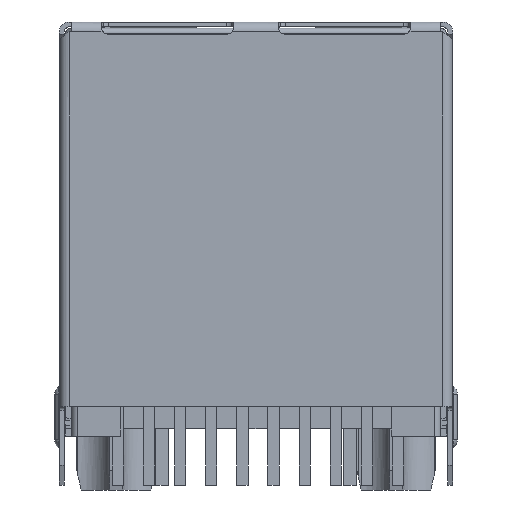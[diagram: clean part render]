
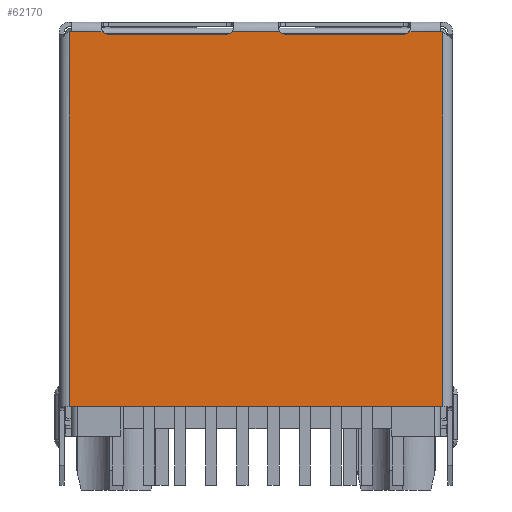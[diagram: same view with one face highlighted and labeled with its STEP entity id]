
A CAD part, front view. The second image highlights one B-rep face of the part: STEP entity #62170.
In plain terms, the highlighted planar face has unit normal (0, -1, 0).
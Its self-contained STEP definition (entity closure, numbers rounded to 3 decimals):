
#56877 = VERTEX_POINT('',#56878);
#56878 = CARTESIAN_POINT('',(7.626,-10.84,16.49));
#56885 = EDGE_CURVE('',#56886,#56877,#56888,.T.);
#56886 = VERTEX_POINT('',#56887);
#56887 = CARTESIAN_POINT('',(7.626,-10.84,1.19));
#56888 = LINE('',#56889,#56890);
#56889 = CARTESIAN_POINT('',(7.626,-10.84,1.19));
#56890 = VECTOR('',#56891,1.);
#56891 = DIRECTION('',(0.,0.,1.));
#56949 = VERTEX_POINT('',#56950);
#56950 = CARTESIAN_POINT('',(7.526,-10.84,16.49));
#56956 = EDGE_CURVE('',#56949,#56877,#56957,.T.);
#56957 = LINE('',#56958,#56959);
#56958 = CARTESIAN_POINT('',(7.526,-10.84,16.49));
#56959 = VECTOR('',#56960,1.);
#56960 = DIRECTION('',(1.,0.,0.));
#57165 = VERTEX_POINT('',#57166);
#57166 = CARTESIAN_POINT('',(0.977,-10.84,16.49));
#57214 = EDGE_CURVE('',#57215,#57165,#57217,.T.);
#57215 = VERTEX_POINT('',#57216);
#57216 = CARTESIAN_POINT('',(1.201,-10.84,16.39));
#57217 = CIRCLE('',#57218,0.3);
#57218 = AXIS2_PLACEMENT_3D('',#57219,#57220,#57221);
#57219 = CARTESIAN_POINT('',(1.201,-10.84,16.69));
#57220 = DIRECTION('',(0.,1.,0.));
#57221 = DIRECTION('',(0.,0.,-1.));
#57250 = VERTEX_POINT('',#57251);
#57251 = CARTESIAN_POINT('',(6.021,-10.84,16.39));
#57264 = EDGE_CURVE('',#57215,#57250,#57265,.T.);
#57265 = LINE('',#57266,#57267);
#57266 = CARTESIAN_POINT('',(1.201,-10.84,16.39));
#57267 = VECTOR('',#57268,1.);
#57268 = DIRECTION('',(1.,0.,0.));
#57278 = EDGE_CURVE('',#57279,#57250,#57281,.T.);
#57279 = VERTEX_POINT('',#57280);
#57280 = CARTESIAN_POINT('',(6.245,-10.84,16.49));
#57281 = CIRCLE('',#57282,0.3);
#57282 = AXIS2_PLACEMENT_3D('',#57283,#57284,#57285);
#57283 = CARTESIAN_POINT('',(6.021,-10.84,16.69));
#57284 = DIRECTION('',(0.,1.,0.));
#57285 = DIRECTION('',(0.745,0.,-0.667));
#57352 = EDGE_CURVE('',#56949,#57279,#57353,.T.);
#57353 = LINE('',#57354,#57355);
#57354 = CARTESIAN_POINT('',(7.526,-10.84,16.49));
#57355 = VECTOR('',#57356,1.);
#57356 = DIRECTION('',(-1.,0.,0.));
#59516 = VERTEX_POINT('',#59517);
#59517 = CARTESIAN_POINT('',(-7.524,-10.84,16.49));
#59534 = VERTEX_POINT('',#59535);
#59535 = CARTESIAN_POINT('',(-7.624,-10.84,16.49));
#59541 = EDGE_CURVE('',#59534,#59516,#59542,.T.);
#59542 = LINE('',#59543,#59544);
#59543 = CARTESIAN_POINT('',(-7.624,-10.84,16.49));
#59544 = VECTOR('',#59545,1.);
#59545 = DIRECTION('',(1.,0.,0.));
#59555 = EDGE_CURVE('',#59556,#59558,#59560,.T.);
#59556 = VERTEX_POINT('',#59557);
#59557 = CARTESIAN_POINT('',(-6.019,-10.84,16.39));
#59558 = VERTEX_POINT('',#59559);
#59559 = CARTESIAN_POINT('',(-6.243,-10.84,16.49));
#59560 = CIRCLE('',#59561,0.3);
#59561 = AXIS2_PLACEMENT_3D('',#59562,#59563,#59564);
#59562 = CARTESIAN_POINT('',(-6.019,-10.84,16.69));
#59563 = DIRECTION('',(0.,1.,0.));
#59564 = DIRECTION('',(0.,0.,-1.));
#59796 = EDGE_CURVE('',#59558,#59516,#59797,.T.);
#59797 = LINE('',#59798,#59799);
#59798 = CARTESIAN_POINT('',(-6.243,-10.84,16.49));
#59799 = VECTOR('',#59800,1.);
#59800 = DIRECTION('',(-1.,0.,0.));
#62074 = EDGE_CURVE('',#57165,#62075,#62077,.T.);
#62075 = VERTEX_POINT('',#62076);
#62076 = CARTESIAN_POINT('',(-0.975,-10.84,16.49));
#62077 = LINE('',#62078,#62079);
#62078 = CARTESIAN_POINT('',(0.977,-10.84,16.49));
#62079 = VECTOR('',#62080,1.);
#62080 = DIRECTION('',(-1.,0.,0.));
#62141 = EDGE_CURVE('',#62075,#62142,#62144,.T.);
#62142 = VERTEX_POINT('',#62143);
#62143 = CARTESIAN_POINT('',(-1.199,-10.84,16.39));
#62144 = CIRCLE('',#62145,0.3);
#62145 = AXIS2_PLACEMENT_3D('',#62146,#62147,#62148);
#62146 = CARTESIAN_POINT('',(-1.199,-10.84,16.69));
#62147 = DIRECTION('',(0.,1.,0.));
#62148 = DIRECTION('',(0.745,0.,-0.667));
#62170 = ADVANCED_FACE('',(#62171),#62204,.F.);
#62171 = FACE_BOUND('',#62172,.T.);
#62172 = EDGE_LOOP('',(#62173,#62174,#62175,#62176,#62184,#62190,#62191,
    #62192,#62193,#62194,#62195,#62196,#62197,#62198));
#62173 = ORIENTED_EDGE('',*,*,#59555,.T.);
#62174 = ORIENTED_EDGE('',*,*,#59796,.T.);
#62175 = ORIENTED_EDGE('',*,*,#59541,.F.);
#62176 = ORIENTED_EDGE('',*,*,#62177,.T.);
#62177 = EDGE_CURVE('',#59534,#62178,#62180,.T.);
#62178 = VERTEX_POINT('',#62179);
#62179 = CARTESIAN_POINT('',(-7.624,-10.84,1.19));
#62180 = LINE('',#62181,#62182);
#62181 = CARTESIAN_POINT('',(-7.624,-10.84,16.49));
#62182 = VECTOR('',#62183,1.);
#62183 = DIRECTION('',(0.,0.,-1.));
#62184 = ORIENTED_EDGE('',*,*,#62185,.F.);
#62185 = EDGE_CURVE('',#56886,#62178,#62186,.T.);
#62186 = LINE('',#62187,#62188);
#62187 = CARTESIAN_POINT('',(7.626,-10.84,1.19));
#62188 = VECTOR('',#62189,1.);
#62189 = DIRECTION('',(-1.,0.,0.));
#62190 = ORIENTED_EDGE('',*,*,#56885,.T.);
#62191 = ORIENTED_EDGE('',*,*,#56956,.F.);
#62192 = ORIENTED_EDGE('',*,*,#57352,.T.);
#62193 = ORIENTED_EDGE('',*,*,#57278,.T.);
#62194 = ORIENTED_EDGE('',*,*,#57264,.F.);
#62195 = ORIENTED_EDGE('',*,*,#57214,.T.);
#62196 = ORIENTED_EDGE('',*,*,#62074,.T.);
#62197 = ORIENTED_EDGE('',*,*,#62141,.T.);
#62198 = ORIENTED_EDGE('',*,*,#62199,.T.);
#62199 = EDGE_CURVE('',#62142,#59556,#62200,.T.);
#62200 = LINE('',#62201,#62202);
#62201 = CARTESIAN_POINT('',(-1.199,-10.84,16.39));
#62202 = VECTOR('',#62203,1.);
#62203 = DIRECTION('',(-1.,0.,0.));
#62204 = PLANE('',#62205);
#62205 = AXIS2_PLACEMENT_3D('',#62206,#62207,#62208);
#62206 = CARTESIAN_POINT('',(0.001,-10.84,8.84));
#62207 = DIRECTION('',(0.,1.,0.));
#62208 = DIRECTION('',(-1.,0.,0.));
